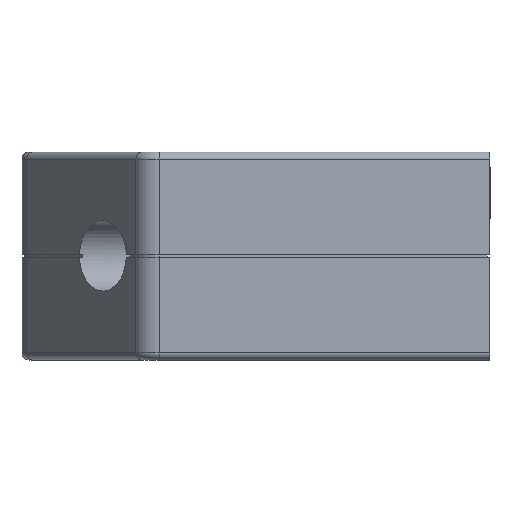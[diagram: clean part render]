
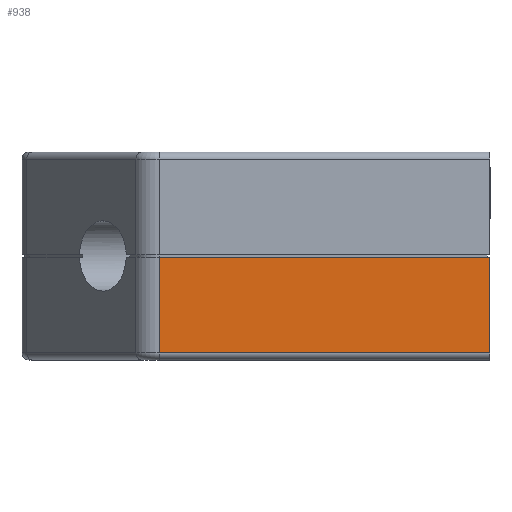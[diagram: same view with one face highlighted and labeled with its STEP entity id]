
A CAD part, left-side view. The second image highlights one B-rep face of the part: STEP entity #938.
In plain terms, the highlighted planar face has unit normal (-1, 0, 0).
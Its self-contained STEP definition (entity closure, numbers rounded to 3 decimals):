
#36 = VECTOR ( 'NONE', #4263, 1000. ) ;
#139 = CARTESIAN_POINT ( 'NONE',  ( -21.1, 0., -6.9 ) ) ;
#428 = DIRECTION ( 'NONE',  ( 0., 0., -1. ) ) ;
#507 = FACE_OUTER_BOUND ( 'NONE', #4334, .T. ) ;
#717 = AXIS2_PLACEMENT_3D ( 'NONE', #2123, #2183, #4831 ) ;
#842 = CARTESIAN_POINT ( 'NONE',  ( -21.1, 0., 7.4 ) ) ;
#938 = ADVANCED_FACE ( 'NONE', ( #507 ), #4234, .F. ) ;
#1785 = EDGE_CURVE ( 'NONE', #2921, #4066, #1829, .T. ) ;
#1829 = LINE ( 'NONE', #3054, #1855 ) ;
#1835 = EDGE_CURVE ( 'NONE', #2696, #4844, #2601, .T. ) ;
#1855 = VECTOR ( 'NONE', #4328, 1000. ) ;
#2120 = CARTESIAN_POINT ( 'NONE',  ( -21.1, 23.527, 7.4 ) ) ;
#2123 = CARTESIAN_POINT ( 'NONE',  ( -21.1, 0., 7.4 ) ) ;
#2183 = DIRECTION ( 'NONE',  ( 1., 0., 0. ) ) ;
#2247 = CARTESIAN_POINT ( 'NONE',  ( -21.1, 0., -0.1 ) ) ;
#2505 = EDGE_CURVE ( 'NONE', #4844, #4066, #2937, .T. ) ;
#2601 = LINE ( 'NONE', #2247, #3647 ) ;
#2642 = EDGE_CURVE ( 'NONE', #2696, #2921, #4677, .T. ) ;
#2696 = VERTEX_POINT ( 'NONE', #4655 ) ;
#2921 = VERTEX_POINT ( 'NONE', #3600 ) ;
#2937 = LINE ( 'NONE', #842, #4522 ) ;
#3054 = CARTESIAN_POINT ( 'NONE',  ( -21.1, 0., -6.9 ) ) ;
#3175 = ORIENTED_EDGE ( 'NONE', *, *, #2642, .T. ) ;
#3264 = ORIENTED_EDGE ( 'NONE', *, *, #2505, .F. ) ;
#3600 = CARTESIAN_POINT ( 'NONE',  ( -21.1, 23.527, -6.9 ) ) ;
#3647 = VECTOR ( 'NONE', #4385, 1000. ) ;
#3738 = CARTESIAN_POINT ( 'NONE',  ( -21.1, 0., -0.1 ) ) ;
#4066 = VERTEX_POINT ( 'NONE', #139 ) ;
#4080 = ORIENTED_EDGE ( 'NONE', *, *, #1835, .F. ) ;
#4112 = ORIENTED_EDGE ( 'NONE', *, *, #1785, .T. ) ;
#4234 = PLANE ( 'NONE',  #717 ) ;
#4263 = DIRECTION ( 'NONE',  ( 0., 0., -1. ) ) ;
#4328 = DIRECTION ( 'NONE',  ( 0., -1., 0. ) ) ;
#4334 = EDGE_LOOP ( 'NONE', ( #4080, #3175, #4112, #3264 ) ) ;
#4385 = DIRECTION ( 'NONE',  ( 0., -1., 0. ) ) ;
#4522 = VECTOR ( 'NONE', #428, 1000. ) ;
#4655 = CARTESIAN_POINT ( 'NONE',  ( -21.1, 23.527, -0.1 ) ) ;
#4677 = LINE ( 'NONE', #2120, #36 ) ;
#4831 = DIRECTION ( 'NONE',  ( 0., 0., -1. ) ) ;
#4844 = VERTEX_POINT ( 'NONE', #3738 ) ;
